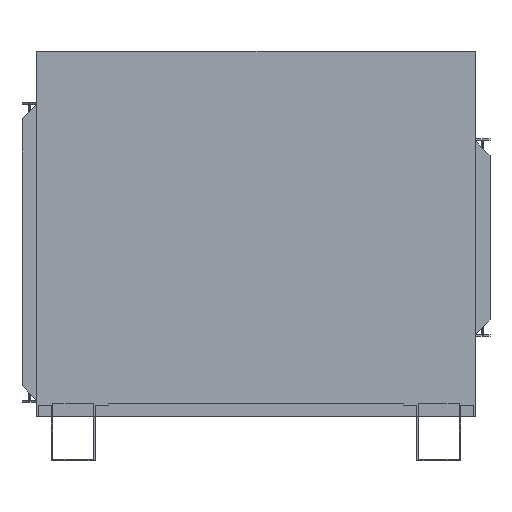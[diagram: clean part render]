
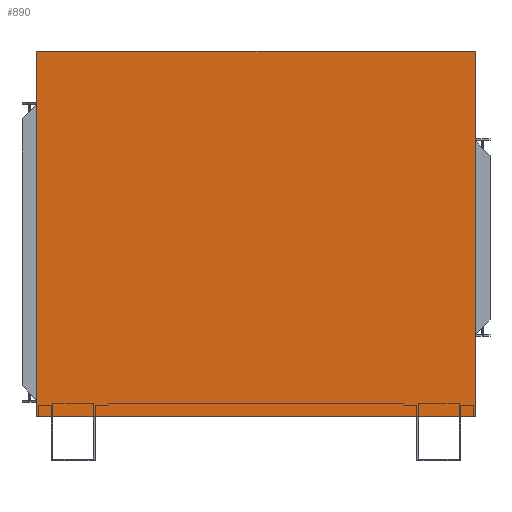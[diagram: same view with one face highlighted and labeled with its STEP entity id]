
A CAD part, left-side view. The second image highlights one B-rep face of the part: STEP entity #890.
In plain terms, the highlighted planar face has unit normal (-1, 0, 0).
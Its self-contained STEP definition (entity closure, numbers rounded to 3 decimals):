
#890=ADVANCED_FACE('',(#1947),#1948,.F.);
#1947=FACE_OUTER_BOUND('',#3001,.T.);
#1948=PLANE('',#3002);
#3001=EDGE_LOOP('',(#5846,#5847,#5848,#5849));
#3002=AXIS2_PLACEMENT_3D('',#5850,#5851,#5852);
#5846=ORIENTED_EDGE('',*,*,#7063,.T.);
#5847=ORIENTED_EDGE('',*,*,#7064,.T.);
#5848=ORIENTED_EDGE('',*,*,#7065,.T.);
#5849=ORIENTED_EDGE('',*,*,#6388,.F.);
#5850=CARTESIAN_POINT('',(0.,381.0,12.725));
#5851=DIRECTION('',(1.0,0.,0.));
#5852=DIRECTION('',(0.,1.0,0.0));
#6388=EDGE_CURVE('',#7927,#7929,#7930,.T.);
#7063=EDGE_CURVE('',#7927,#8783,#8784,.T.);
#7064=EDGE_CURVE('',#8783,#8785,#8786,.T.);
#7065=EDGE_CURVE('',#8785,#7929,#8787,.T.);
#7927=VERTEX_POINT('',#9844);
#7929=VERTEX_POINT('',#9847);
#7930=LINE('',#9848,#9849);
#8783=VERTEX_POINT('',#10994);
#8784=LINE('',#10995,#10996);
#8785=VERTEX_POINT('',#10997);
#8786=LINE('',#10998,#10999);
#8787=LINE('',#11000,#11001);
#9844=CARTESIAN_POINT('',(0.0,762.0,635.0));
#9847=CARTESIAN_POINT('',(0.0,0.0,635.0));
#9848=CARTESIAN_POINT('',(0.0,381.0,635.0));
#9849=VECTOR('',#11764,25.4);
#10994=CARTESIAN_POINT('',(0.,762.0,0.0));
#10995=CARTESIAN_POINT('',(0.,762.0,12.725));
#10996=VECTOR('',#12615,25.4);
#10997=CARTESIAN_POINT('',(0.0,0.0,0.0));
#10998=CARTESIAN_POINT('',(0.,381.0,0.0));
#10999=VECTOR('',#12616,25.4);
#11000=CARTESIAN_POINT('',(0.,0.,12.725));
#11001=VECTOR('',#12617,25.4);
#11764=DIRECTION('',(0.0,-1.0,0.0));
#12615=DIRECTION('',(0.,0.,-1.0));
#12616=DIRECTION('',(0.,-1.0,0.0));
#12617=DIRECTION('',(0.,0.,1.0));
